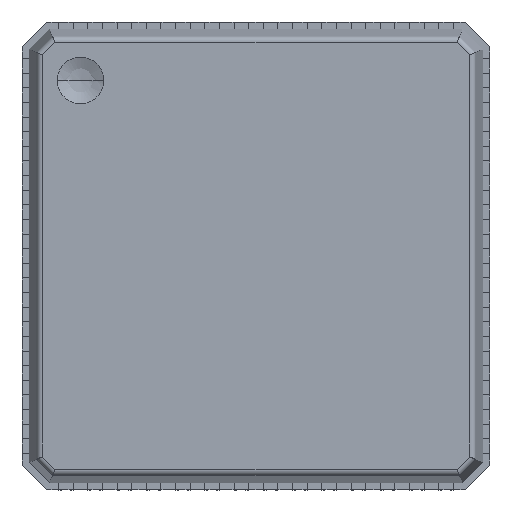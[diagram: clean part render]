
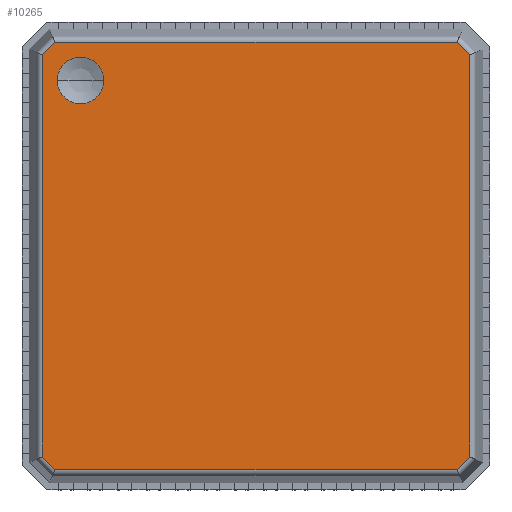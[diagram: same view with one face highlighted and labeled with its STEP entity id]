
A CAD part, top view. The second image highlights one B-rep face of the part: STEP entity #10265.
In plain terms, the highlighted face is planar.
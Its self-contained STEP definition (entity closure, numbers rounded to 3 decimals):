
#3917=DIRECTION('',(-0.707,0.,0.707));
#3918=VECTOR('',#3917,0.309);
#3919=CARTESIAN_POINT('',(-3.437,0.8,-3.656));
#3920=LINE('',#3919,#3918);
#3931=CARTESIAN_POINT('',(-3.,0.8,-3.));
#3932=DIRECTION('',(0.,-1.,0.));
#3933=DIRECTION('',(-1.,0.,0.));
#3934=AXIS2_PLACEMENT_3D('',#3931,#3932,#3933);
#3939=CARTESIAN_POINT('',(-3.,0.8,-3.));
#3940=DIRECTION('',(0.,-1.,0.));
#3941=DIRECTION('',(1.,0.,0.));
#3942=AXIS2_PLACEMENT_3D('',#3939,#3940,#3941);
#3963=DIRECTION('',(-1.,0.,0.));
#3964=VECTOR('',#3963,6.875);
#3965=CARTESIAN_POINT('',(3.437,0.8,-3.656));
#3966=LINE('',#3965,#3964);
#4111=DIRECTION('',(-0.707,0.,-0.707));
#4112=VECTOR('',#4111,0.309);
#4113=CARTESIAN_POINT('',(3.656,0.8,-3.437));
#4114=LINE('',#4113,#4112);
#4136=DIRECTION('',(0.,0.,-1.));
#4137=VECTOR('',#4136,6.875);
#4138=CARTESIAN_POINT('',(3.656,0.8,3.437));
#4139=LINE('',#4138,#4137);
#4273=DIRECTION('',(0.707,0.,-0.707));
#4274=VECTOR('',#4273,0.309);
#4275=CARTESIAN_POINT('',(3.437,0.8,3.656));
#4276=LINE('',#4275,#4274);
#4298=DIRECTION('',(1.,0.,0.));
#4299=VECTOR('',#4298,6.875);
#4300=CARTESIAN_POINT('',(-3.437,0.8,3.656));
#4301=LINE('',#4300,#4299);
#4435=DIRECTION('',(0.707,0.,0.707));
#4436=VECTOR('',#4435,0.309);
#4437=CARTESIAN_POINT('',(-3.656,0.8,3.437));
#4438=LINE('',#4437,#4436);
#4460=DIRECTION('',(0.,0.,1.));
#4461=VECTOR('',#4460,6.875);
#4462=CARTESIAN_POINT('',(-3.656,0.8,-3.437));
#4463=LINE('',#4462,#4461);
#7150=CARTESIAN_POINT('',(3.437,0.8,-3.656));
#7151=CARTESIAN_POINT('',(-3.437,0.8,-3.656));
#7152=VERTEX_POINT('',#7150);
#7153=VERTEX_POINT('',#7151);
#7158=CARTESIAN_POINT('',(-3.656,0.8,-3.437));
#7159=VERTEX_POINT('',#7158);
#7162=CARTESIAN_POINT('',(-3.656,0.8,3.437));
#7163=VERTEX_POINT('',#7162);
#7166=CARTESIAN_POINT('',(-3.437,0.8,3.656));
#7167=VERTEX_POINT('',#7166);
#7170=CARTESIAN_POINT('',(3.437,0.8,3.656));
#7171=VERTEX_POINT('',#7170);
#7174=CARTESIAN_POINT('',(3.656,0.8,3.437));
#7175=VERTEX_POINT('',#7174);
#7178=CARTESIAN_POINT('',(3.656,0.8,-3.437));
#7179=VERTEX_POINT('',#7178);
#7182=CARTESIAN_POINT('',(-3.4,0.8,-3.));
#7183=CARTESIAN_POINT('',(-2.6,0.8,-3.));
#7184=VERTEX_POINT('',#7182);
#7185=VERTEX_POINT('',#7183);
#10237=CARTESIAN_POINT('',(0.,0.8,0.));
#10238=DIRECTION('',(0.,1.,0.));
#10239=DIRECTION('',(1.,0.,0.));
#10240=AXIS2_PLACEMENT_3D('',#10237,#10238,#10239);
#10241=PLANE('',#10240);
#10243=ORIENTED_EDGE('',*,*,#10242,.F.);
#10245=ORIENTED_EDGE('',*,*,#10244,.F.);
#10247=ORIENTED_EDGE('',*,*,#10246,.F.);
#10249=ORIENTED_EDGE('',*,*,#10248,.F.);
#10251=ORIENTED_EDGE('',*,*,#10250,.F.);
#10253=ORIENTED_EDGE('',*,*,#10252,.F.);
#10255=ORIENTED_EDGE('',*,*,#10254,.F.);
#10256=ORIENTED_EDGE('',*,*,#10227,.F.);
#10257=EDGE_LOOP('',(#10243,#10245,#10247,#10249,#10251,#10253,#10255,#10256));
#10258=FACE_OUTER_BOUND('',#10257,.F.);
#10260=ORIENTED_EDGE('',*,*,#10259,.F.);
#10262=ORIENTED_EDGE('',*,*,#10261,.F.);
#10263=EDGE_LOOP('',(#10260,#10262));
#10264=FACE_BOUND('',#10263,.F.);
#3935=CIRCLE('',#3934,0.4);
#3943=CIRCLE('',#3942,0.4);
#10227=EDGE_CURVE('',#7153,#7159,#3920,.T.);
#10242=EDGE_CURVE('',#7152,#7153,#3966,.T.);
#10244=EDGE_CURVE('',#7179,#7152,#4114,.T.);
#10246=EDGE_CURVE('',#7175,#7179,#4139,.T.);
#10248=EDGE_CURVE('',#7171,#7175,#4276,.T.);
#10250=EDGE_CURVE('',#7167,#7171,#4301,.T.);
#10252=EDGE_CURVE('',#7163,#7167,#4438,.T.);
#10254=EDGE_CURVE('',#7159,#7163,#4463,.T.);
#10259=EDGE_CURVE('',#7184,#7185,#3935,.T.);
#10261=EDGE_CURVE('',#7185,#7184,#3943,.T.);
#10265=ADVANCED_FACE('',(#10258,#10264),#10241,.T.);
